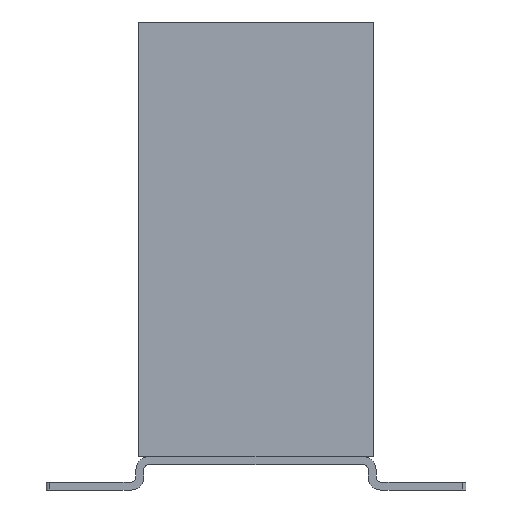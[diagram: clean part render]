
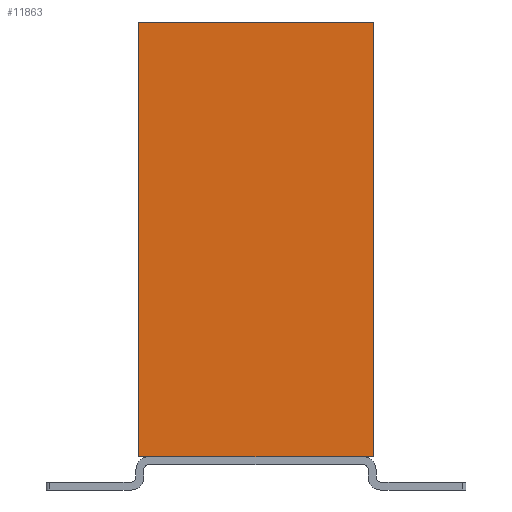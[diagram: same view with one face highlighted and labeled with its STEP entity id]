
A CAD part, front view. The second image highlights one B-rep face of the part: STEP entity #11863.
In plain terms, the highlighted planar face has unit normal (0, -1, 0).
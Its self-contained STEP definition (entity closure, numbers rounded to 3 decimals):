
#28 = DIRECTION ( 'NONE',  ( 0., 0., -1. ) ) ;
#420 = AXIS2_PLACEMENT_3D ( 'NONE', #11710, #3925, #28 ) ;
#1171 = CARTESIAN_POINT ( 'NONE',  ( -14.432, -12.107, -63.145 ) ) ;
#1415 = VECTOR ( 'NONE', #11058, 1000. ) ;
#1502 = ORIENTED_EDGE ( 'NONE', *, *, #12185, .F. ) ;
#1940 = VECTOR ( 'NONE', #3905, 1000. ) ;
#1975 = VECTOR ( 'NONE', #4012, 1000. ) ;
#2001 = VECTOR ( 'NONE', #9427, 1000. ) ;
#2106 = CARTESIAN_POINT ( 'NONE',  ( -5.873, -12.107, -63.145 ) ) ;
#2239 = VERTEX_POINT ( 'NONE', #2106 ) ;
#2375 = CARTESIAN_POINT ( 'NONE',  ( 38.4, -12.107, 3.103 ) ) ;
#2792 = ORIENTED_EDGE ( 'NONE', *, *, #5707, .F. ) ;
#2968 = FACE_OUTER_BOUND ( 'NONE', #6821, .T. ) ;
#3165 = LINE ( 'NONE', #1171, #1415 ) ;
#3443 = ORIENTED_EDGE ( 'NONE', *, *, #8947, .T. ) ;
#3569 = ORIENTED_EDGE ( 'NONE', *, *, #10726, .T. ) ;
#3732 = DIRECTION ( 'NONE',  ( 1., 0., 0. ) ) ;
#3905 = DIRECTION ( 'NONE',  ( 1., 0., 0. ) ) ;
#3925 = DIRECTION ( 'NONE',  ( 0., -1., 0. ) ) ;
#4012 = DIRECTION ( 'NONE',  ( 1., 0., 0. ) ) ;
#4171 = EDGE_CURVE ( 'NONE', #8120, #10153, #7856, .T. ) ;
#4671 = DIRECTION ( 'NONE',  ( 0., 0., 1. ) ) ;
#4924 = VERTEX_POINT ( 'NONE', #12544 ) ;
#5133 = PLANE ( 'NONE',  #420 ) ;
#5646 = CARTESIAN_POINT ( 'NONE',  ( 44.047, -12.107, -63.145 ) ) ;
#5707 = EDGE_CURVE ( 'NONE', #6992, #4924, #7223, .T. ) ;
#5761 = ORIENTED_EDGE ( 'NONE', *, *, #7168, .T. ) ;
#5815 = CARTESIAN_POINT ( 'NONE',  ( 26.807, -12.107, -63.145 ) ) ;
#6110 = VECTOR ( 'NONE', #3732, 1000. ) ;
#6326 = VECTOR ( 'NONE', #4671, 1000. ) ;
#6358 = CARTESIAN_POINT ( 'NONE',  ( 28.407, -12.107, -63.445 ) ) ;
#6821 = EDGE_LOOP ( 'NONE', ( #5761, #2792, #1502, #3443, #3569, #9265 ) ) ;
#6958 = CARTESIAN_POINT ( 'NONE',  ( -14.432, -12.107, -63.145 ) ) ;
#6992 = VERTEX_POINT ( 'NONE', #8936 ) ;
#7168 = EDGE_CURVE ( 'NONE', #10153, #4924, #8342, .T. ) ;
#7223 = LINE ( 'NONE', #2375, #1975 ) ;
#7476 = CARTESIAN_POINT ( 'NONE',  ( -7.487, -12.107, -63.445 ) ) ;
#7856 = LINE ( 'NONE', #6958, #1940 ) ;
#8120 = VERTEX_POINT ( 'NONE', #5815 ) ;
#8337 = CARTESIAN_POINT ( 'NONE',  ( 28.407, -12.107, -63.145 ) ) ;
#8342 = LINE ( 'NONE', #6358, #2001 ) ;
#8936 = CARTESIAN_POINT ( 'NONE',  ( -7.487, -12.107, 3.103 ) ) ;
#8947 = EDGE_CURVE ( 'NONE', #9069, #2239, #3165, .T. ) ;
#9069 = VERTEX_POINT ( 'NONE', #10278 ) ;
#9265 = ORIENTED_EDGE ( 'NONE', *, *, #4171, .T. ) ;
#9427 = DIRECTION ( 'NONE',  ( 0., 0., 1. ) ) ;
#10153 = VERTEX_POINT ( 'NONE', #8337 ) ;
#10278 = CARTESIAN_POINT ( 'NONE',  ( -7.487, -12.107, -63.145 ) ) ;
#10472 = LINE ( 'NONE', #7476, #6326 ) ;
#10726 = EDGE_CURVE ( 'NONE', #2239, #8120, #12538, .T. ) ;
#11058 = DIRECTION ( 'NONE',  ( 1., 0., 0. ) ) ;
#11710 = CARTESIAN_POINT ( 'NONE',  ( -14.432, -12.107, -63.445 ) ) ;
#11863 = ADVANCED_FACE ( 'NONE', ( #2968 ), #5133, .T. ) ;
#12185 = EDGE_CURVE ( 'NONE', #9069, #6992, #10472, .T. ) ;
#12538 = LINE ( 'NONE', #5646, #6110 ) ;
#12544 = CARTESIAN_POINT ( 'NONE',  ( 28.407, -12.107, 3.103 ) ) ;
